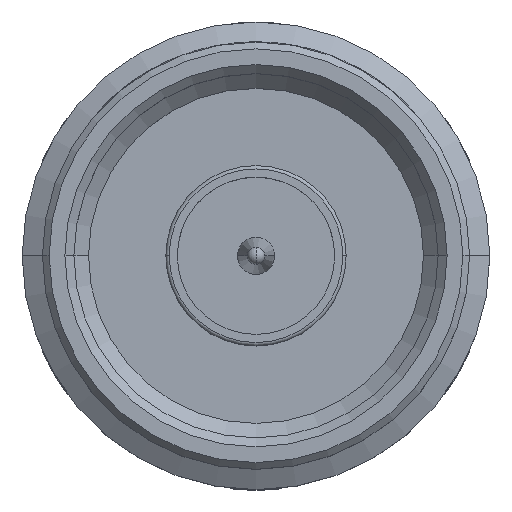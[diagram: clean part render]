
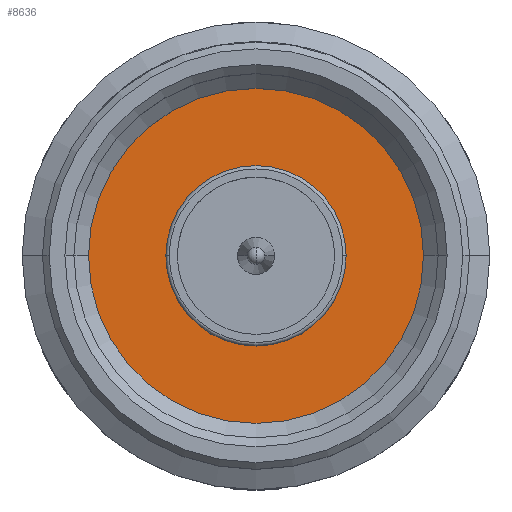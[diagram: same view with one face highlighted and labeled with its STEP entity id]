
A CAD part, top view. The second image highlights one B-rep face of the part: STEP entity #8636.
In plain terms, the highlighted planar face has unit normal (0, 0, 1).
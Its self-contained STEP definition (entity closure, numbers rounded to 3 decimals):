
#93 = AXIS2_PLACEMENT_3D ( 'NONE', #9166, #2593, #10264 ) ;
#410 = CARTESIAN_POINT ( 'NONE',  ( 0., 0., -4.609 ) ) ;
#461 = DIRECTION ( 'NONE',  ( 0., 0., -1. ) ) ;
#501 = FACE_OUTER_BOUND ( 'NONE', #7399, .T. ) ;
#1312 = EDGE_CURVE ( 'NONE', #7233, #12408, #7246, .T. ) ;
#1893 = EDGE_CURVE ( 'NONE', #11187, #13886, #7732, .T. ) ;
#2593 = DIRECTION ( 'NONE',  ( 0., 0., 1. ) ) ;
#2610 = ORIENTED_EDGE ( 'NONE', *, *, #11258, .T. ) ;
#2741 = AXIS2_PLACEMENT_3D ( 'NONE', #11583, #5029, #12678 ) ;
#3673 = DIRECTION ( 'NONE',  ( 0., 0., -1. ) ) ;
#3710 = DIRECTION ( 'NONE',  ( 0., 0., -1. ) ) ;
#5029 = DIRECTION ( 'NONE',  ( 0., 0., 1. ) ) ;
#5388 = AXIS2_PLACEMENT_3D ( 'NONE', #410, #3710, #11368 ) ;
#5708 = CIRCLE ( 'NONE', #7677, 4.01 ) ;
#5856 = EDGE_LOOP ( 'NONE', ( #10786, #10852 ) ) ;
#6446 = EDGE_CURVE ( 'NONE', #13886, #11187, #5708, .T. ) ;
#7033 = CARTESIAN_POINT ( 'NONE',  ( 0., 0., -4.609 ) ) ;
#7233 = VERTEX_POINT ( 'NONE', #11776 ) ;
#7246 = CIRCLE ( 'NONE', #2741, 7.45 ) ;
#7275 = ORIENTED_EDGE ( 'NONE', *, *, #1312, .T. ) ;
#7399 = EDGE_LOOP ( 'NONE', ( #7275, #2610 ) ) ;
#7677 = AXIS2_PLACEMENT_3D ( 'NONE', #10234, #3673, #11327 ) ;
#7732 = CIRCLE ( 'NONE', #8555, 4.01 ) ;
#8089 = PLANE ( 'NONE',  #5388 ) ;
#8151 = DIRECTION ( 'NONE',  ( -1., 0., 0. ) ) ;
#8555 = AXIS2_PLACEMENT_3D ( 'NONE', #7033, #461, #8151 ) ;
#8636 = ADVANCED_FACE ( 'NONE', ( #501, #11808 ), #8089, .F. ) ;
#9166 = CARTESIAN_POINT ( 'NONE',  ( 0., 0., -4.609 ) ) ;
#10234 = CARTESIAN_POINT ( 'NONE',  ( 0., 0., -4.609 ) ) ;
#10264 = DIRECTION ( 'NONE',  ( -1., 0., 0. ) ) ;
#10786 = ORIENTED_EDGE ( 'NONE', *, *, #1893, .T. ) ;
#10852 = ORIENTED_EDGE ( 'NONE', *, *, #6446, .T. ) ;
#11187 = VERTEX_POINT ( 'NONE', #13415 ) ;
#11258 = EDGE_CURVE ( 'NONE', #12408, #7233, #13695, .T. ) ;
#11327 = DIRECTION ( 'NONE',  ( -1., 0., 0. ) ) ;
#11368 = DIRECTION ( 'NONE',  ( -1., 0., 0. ) ) ;
#11583 = CARTESIAN_POINT ( 'NONE',  ( 0., 0., -4.609 ) ) ;
#11776 = CARTESIAN_POINT ( 'NONE',  ( 7.45, 0., -4.609 ) ) ;
#11808 = FACE_BOUND ( 'NONE', #5856, .T. ) ;
#12171 = CARTESIAN_POINT ( 'NONE',  ( -7.45, 0., -4.609 ) ) ;
#12408 = VERTEX_POINT ( 'NONE', #12171 ) ;
#12678 = DIRECTION ( 'NONE',  ( -1., 0., 0. ) ) ;
#13230 = CARTESIAN_POINT ( 'NONE',  ( -4.01, 0., -4.609 ) ) ;
#13415 = CARTESIAN_POINT ( 'NONE',  ( 4.01, 0., -4.609 ) ) ;
#13695 = CIRCLE ( 'NONE', #93, 7.45 ) ;
#13886 = VERTEX_POINT ( 'NONE', #13230 ) ;
